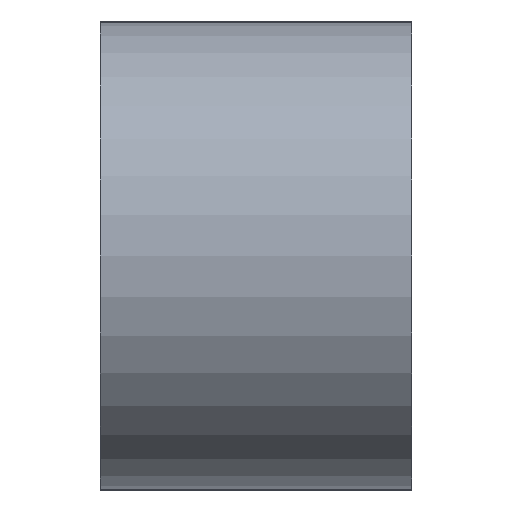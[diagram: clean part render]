
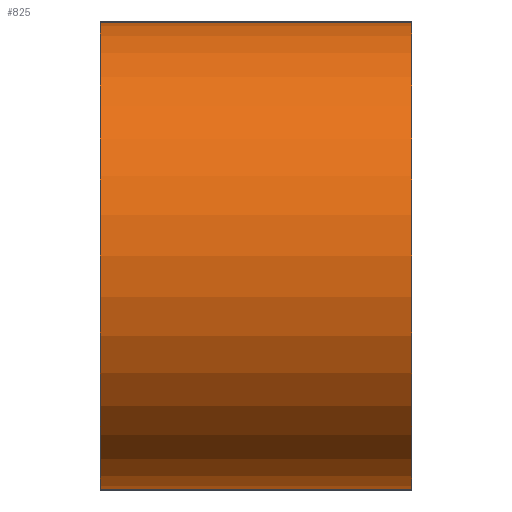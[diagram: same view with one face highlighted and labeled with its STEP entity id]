
A CAD part, left-side view. The second image highlights one B-rep face of the part: STEP entity #825.
In plain terms, the highlighted cylindrical face has radius 4.763 mm (diameter 9.525 mm), a partial arc.
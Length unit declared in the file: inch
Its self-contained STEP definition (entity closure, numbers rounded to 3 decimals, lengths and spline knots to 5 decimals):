
#7 = EDGE_CURVE ( 'NONE', #738, #241, #779, .T. ) ;
#11 = VERTEX_POINT ( 'NONE', #38 ) ;
#20 = DIRECTION ( 'NONE',  ( 0., -1., 0. ) ) ;
#38 = CARTESIAN_POINT ( 'NONE',  ( -1.54, 0.25, 0.1875 ) ) ;
#50 = ORIENTED_EDGE ( 'NONE', *, *, #7, .T. ) ;
#102 = CARTESIAN_POINT ( 'NONE',  ( -1.54, 0.25, 0.1875 ) ) ;
#121 = DIRECTION ( 'NONE',  ( 0., -1., 0. ) ) ;
#141 = DIRECTION ( 'NONE',  ( 0., 1., 0. ) ) ;
#145 = EDGE_CURVE ( 'NONE', #738, #11, #214, .T. ) ;
#148 = CYLINDRICAL_SURFACE ( 'NONE', #695, 0.1875 ) ;
#173 = DIRECTION ( 'NONE',  ( 0., -1., 0. ) ) ;
#176 = ORIENTED_EDGE ( 'NONE', *, *, #145, .F. ) ;
#196 = CARTESIAN_POINT ( 'NONE',  ( -1.54, 0., 0. ) ) ;
#214 = CIRCLE ( 'NONE', #283, 0.1875 ) ;
#241 = VERTEX_POINT ( 'NONE', #461 ) ;
#257 = DIRECTION ( 'NONE',  ( 0., 0., 1. ) ) ;
#283 = AXIS2_PLACEMENT_3D ( 'NONE', #514, #141, #589 ) ;
#340 = CIRCLE ( 'NONE', #732, 0.1875 ) ;
#360 = DIRECTION ( 'NONE',  ( 0., 0., -1. ) ) ;
#408 = ORIENTED_EDGE ( 'NONE', *, *, #719, .T. ) ;
#461 = CARTESIAN_POINT ( 'NONE',  ( -1.54, 0., -0.1875 ) ) ;
#501 = CARTESIAN_POINT ( 'NONE',  ( -1.54, 0.25, -0.1875 ) ) ;
#514 = CARTESIAN_POINT ( 'NONE',  ( -1.54, 0.25, 0. ) ) ;
#537 = VECTOR ( 'NONE', #173, 39.37008 ) ;
#564 = CARTESIAN_POINT ( 'NONE',  ( -1.54, 0.25, -0.1875 ) ) ;
#575 = VECTOR ( 'NONE', #121, 39.37008 ) ;
#589 = DIRECTION ( 'NONE',  ( 0., 0., 1. ) ) ;
#624 = VERTEX_POINT ( 'NONE', #724 ) ;
#659 = DIRECTION ( 'NONE',  ( 0., 1., 0. ) ) ;
#695 = AXIS2_PLACEMENT_3D ( 'NONE', #860, #20, #360 ) ;
#719 = EDGE_CURVE ( 'NONE', #241, #624, #340, .T. ) ;
#724 = CARTESIAN_POINT ( 'NONE',  ( -1.54, 0., 0.1875 ) ) ;
#732 = AXIS2_PLACEMENT_3D ( 'NONE', #196, #659, #257 ) ;
#738 = VERTEX_POINT ( 'NONE', #501 ) ;
#777 = FACE_OUTER_BOUND ( 'NONE', #878, .T. ) ;
#779 = LINE ( 'NONE', #564, #575 ) ;
#787 = EDGE_CURVE ( 'NONE', #11, #624, #838, .T. ) ;
#825 = ADVANCED_FACE ( 'NONE', ( #777 ), #148, .T. ) ;
#838 = LINE ( 'NONE', #102, #537 ) ;
#860 = CARTESIAN_POINT ( 'NONE',  ( -1.54, 0.25, 0. ) ) ;
#878 = EDGE_LOOP ( 'NONE', ( #408, #899, #176, #50 ) ) ;
#899 = ORIENTED_EDGE ( 'NONE', *, *, #787, .F. ) ;
